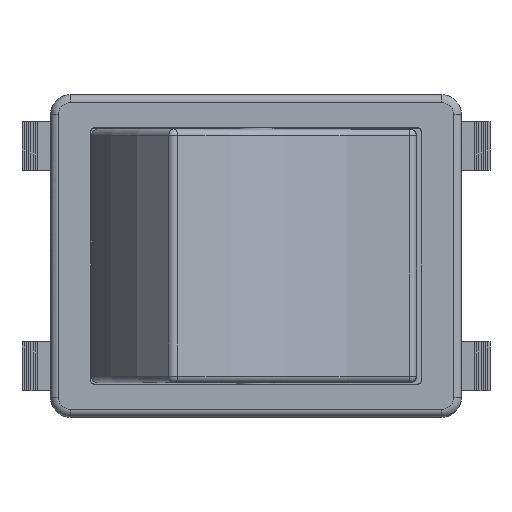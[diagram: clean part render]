
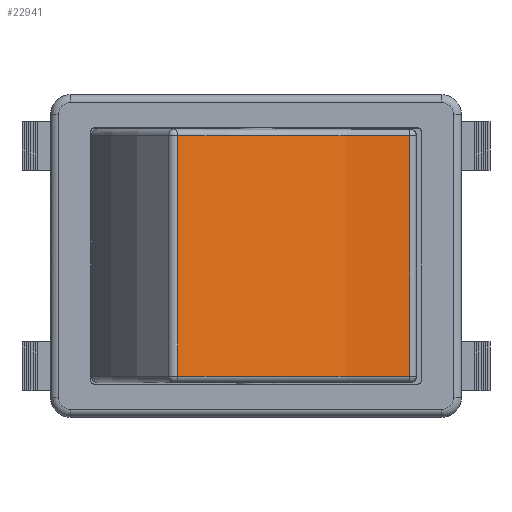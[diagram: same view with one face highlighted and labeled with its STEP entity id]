
A CAD part, top view. The second image highlights one B-rep face of the part: STEP entity #22941.
In plain terms, the highlighted cylindrical face has radius 28.263 mm (diameter 56.525 mm), a partial arc.
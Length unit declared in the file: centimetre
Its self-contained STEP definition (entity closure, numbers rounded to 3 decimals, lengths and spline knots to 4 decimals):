
#1224=CYLINDRICAL_SURFACE('',#24293,2.8263);
#1505=FACE_OUTER_BOUND('',#2799,.T.);
#2799=EDGE_LOOP('',(#15474,#15475,#15476,#15477));
#4137=CIRCLE('',#24267,2.8263);
#4145=CIRCLE('',#24278,2.8263);
#4465=LINE('',#30360,#6953);
#4468=LINE('',#30382,#6956);
#6953=VECTOR('',#25648,1.);
#6956=VECTOR('',#25681,1.);
#9402=VERTEX_POINT('',#30333);
#9406=VERTEX_POINT('',#30342);
#9408=VERTEX_POINT('',#30347);
#9412=VERTEX_POINT('',#30356);
#11789=EDGE_CURVE('',#9408,#9412,#4465,.T.);
#11791=EDGE_CURVE('',#9412,#9406,#4137,.T.);
#11799=EDGE_CURVE('',#9402,#9408,#4145,.T.);
#11802=EDGE_CURVE('',#9406,#9402,#4468,.T.);
#15474=ORIENTED_EDGE('',*,*,#11789,.F.);
#15475=ORIENTED_EDGE('',*,*,#11799,.F.);
#15476=ORIENTED_EDGE('',*,*,#11802,.F.);
#15477=ORIENTED_EDGE('',*,*,#11791,.F.);
#22941=ADVANCED_FACE('',(#1505),#1224,.F.);
#24267=AXIS2_PLACEMENT_3D('',#30363,#25652,#25653);
#24278=AXIS2_PLACEMENT_3D('',#30378,#25674,#25675);
#24293=AXIS2_PLACEMENT_3D('',#30419,#25717,#25718);
#25648=DIRECTION('',(0.,1.,0.));
#25652=DIRECTION('center_axis',(0.,-1.,0.));
#25653=DIRECTION('ref_axis',(-0.342,0.,-0.94));
#25674=DIRECTION('center_axis',(0.,1.,0.));
#25675=DIRECTION('ref_axis',(-0.342,0.,-0.94));
#25681=DIRECTION('',(0.,-1.,0.));
#25717=DIRECTION('center_axis',(0.,-1.,0.));
#25718=DIRECTION('ref_axis',(0.65,0.,0.76));
#30333=CARTESIAN_POINT('',(1.1825,-0.925,1.9484));
#30342=CARTESIAN_POINT('',(1.1825,0.925,1.9484));
#30347=CARTESIAN_POINT('',(-0.6028,-0.925,2.5982));
#30356=CARTESIAN_POINT('',(-0.6028,0.925,2.5982));
#30360=CARTESIAN_POINT('',(-0.6028,0.,2.5982));
#30363=CARTESIAN_POINT('Origin',(1.2002,0.925,4.7746));
#30378=CARTESIAN_POINT('Origin',(1.2002,-0.925,4.7746));
#30382=CARTESIAN_POINT('',(1.1825,0.,1.9484));
#30419=CARTESIAN_POINT('Origin',(1.2002,0.,
4.7746));
